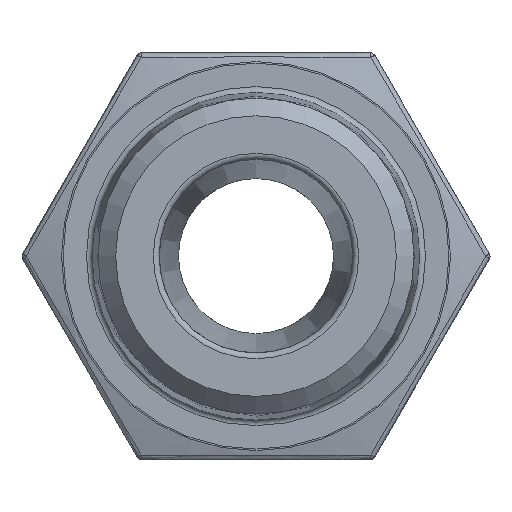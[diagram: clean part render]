
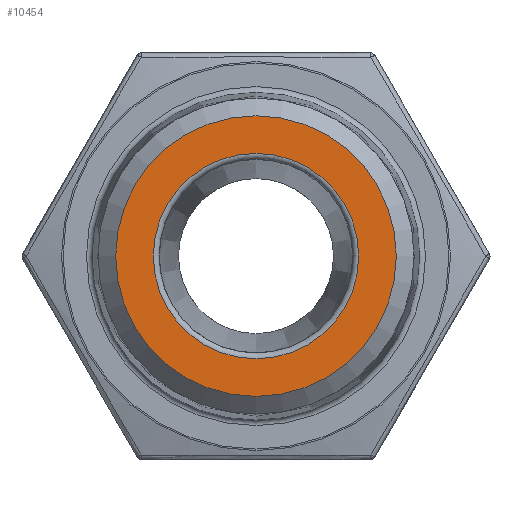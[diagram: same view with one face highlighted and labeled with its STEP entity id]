
A CAD part, left-side view. The second image highlights one B-rep face of the part: STEP entity #10454.
In plain terms, the highlighted planar face has unit normal (-1, 0, 0).
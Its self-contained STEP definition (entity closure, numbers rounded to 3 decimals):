
#40 = CIRCLE ( 'NONE', #350, 5.3 ) ;
#350 = AXIS2_PLACEMENT_3D ( 'NONE', #5855, #5515, #744 ) ;
#625 = FACE_OUTER_BOUND ( 'NONE', #2951, .T. ) ;
#744 = DIRECTION ( 'NONE',  ( 0., 0., -1. ) ) ;
#1938 = CARTESIAN_POINT ( 'NONE',  ( 0., 0., -7.243 ) ) ;
#2116 = EDGE_LOOP ( 'NONE', ( #8404 ) ) ;
#2951 = EDGE_LOOP ( 'NONE', ( #10506 ) ) ;
#3189 = EDGE_CURVE ( 'NONE', #8964, #8964, #40, .T. ) ;
#3357 = DIRECTION ( 'NONE',  ( -1., 0., 0. ) ) ;
#3876 = PLANE ( 'NONE',  #5775 ) ;
#3955 = EDGE_CURVE ( 'NONE', #14858, #14858, #11660, .T. ) ;
#5173 = DIRECTION ( 'NONE',  ( 0., 0., -1. ) ) ;
#5515 = DIRECTION ( 'NONE',  ( 1., 0., 0. ) ) ;
#5775 = AXIS2_PLACEMENT_3D ( 'NONE', #7523, #8518, #5173 ) ;
#5855 = CARTESIAN_POINT ( 'NONE',  ( 0., 0., 0. ) ) ;
#7523 = CARTESIAN_POINT ( 'NONE',  ( 0., 8.131, 0. ) ) ;
#8404 = ORIENTED_EDGE ( 'NONE', *, *, #3189, .T. ) ;
#8518 = DIRECTION ( 'NONE',  ( 1., 0., 0. ) ) ;
#8964 = VERTEX_POINT ( 'NONE', #12640 ) ;
#10076 = DIRECTION ( 'NONE',  ( 0., 0., -1. ) ) ;
#10293 = CARTESIAN_POINT ( 'NONE',  ( 0., 0., 0. ) ) ;
#10454 = ADVANCED_FACE ( 'NONE', ( #12253, #625 ), #3876, .F. ) ;
#10506 = ORIENTED_EDGE ( 'NONE', *, *, #3955, .T. ) ;
#11199 = AXIS2_PLACEMENT_3D ( 'NONE', #10293, #3357, #10076 ) ;
#11660 = CIRCLE ( 'NONE', #11199, 7.243 ) ;
#12253 = FACE_BOUND ( 'NONE', #2116, .T. ) ;
#12640 = CARTESIAN_POINT ( 'NONE',  ( 0., 0., -5.3 ) ) ;
#14858 = VERTEX_POINT ( 'NONE', #1938 ) ;
